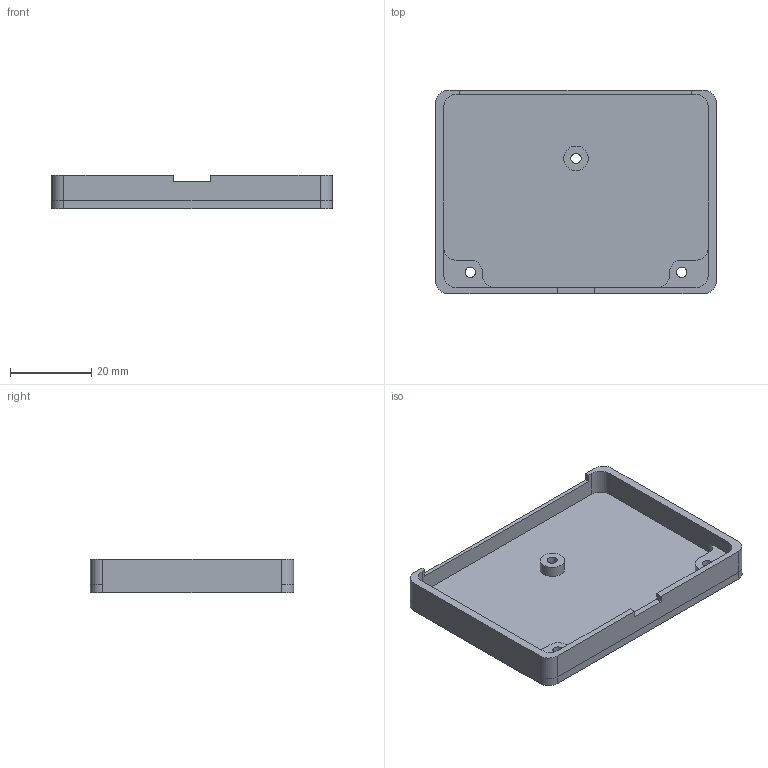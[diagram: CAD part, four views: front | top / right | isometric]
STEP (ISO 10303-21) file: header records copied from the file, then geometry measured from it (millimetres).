
FILE_DESCRIPTION(/* description */ (''),/* implementation_level */ '2;1');
FILE_NAME(/* name */ 'Bottom Case.step',/* time_stamp */ '2020-10-01T11:58:00-06:00',/* author */ (''),/* organization */ (''),/* preprocessor_version */ 'ST-DEVELOPER v18.1',/* originating_system */ 'Autodesk Translation Framework v9.3.0.1241',/* authorisation */ '');
FILE_SCHEMA (('AUTOMOTIVE_DESIGN { 1 0 10303 214 3 1 1 }'));
Length unit declared in the file: millimetre
Products named in the file (1): Bottom Case
Bounding box: 69 x 50 x 8.31 mm (x, y, z)
Volume: 9523.1 mm3; surface area: 10080.8 mm2
Topology: 1 solids, 1 shells, 52 faces, 140 edges, 91 vertices
Faces by surface type: plane 27, cylinder 25
Full cylindrical faces by diameter (mm): 2.5 x6, 6 x1
Entity records: 1683 total; most frequent: DIRECTION 289, CARTESIAN_POINT 284, ORIENTED_EDGE 280, EDGE_CURVE 140, LINE 97, VECTOR 97, AXIS2_PLACEMENT_3D 96, VERTEX_POINT 91
